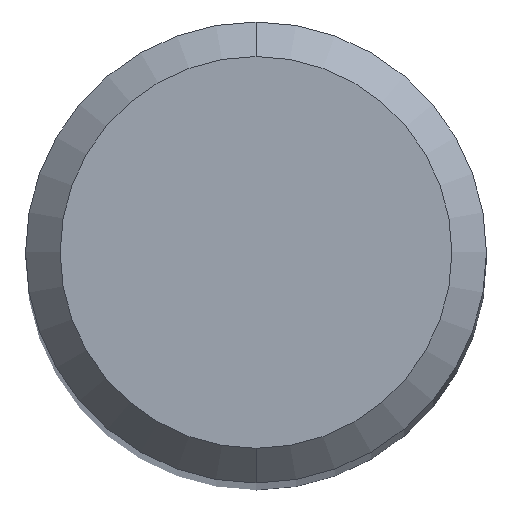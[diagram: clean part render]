
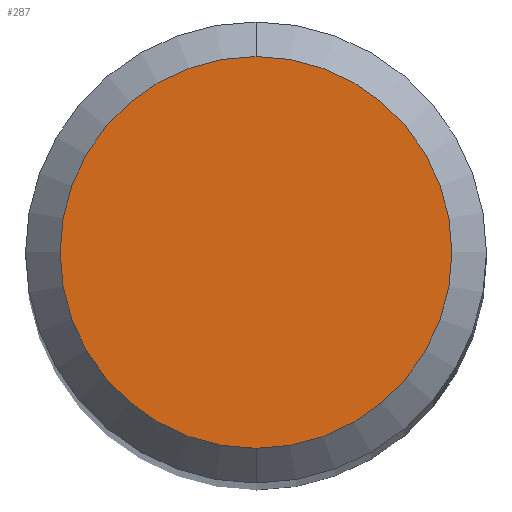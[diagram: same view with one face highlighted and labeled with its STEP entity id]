
A CAD part, top view. The second image highlights one B-rep face of the part: STEP entity #287.
In plain terms, the highlighted planar face has unit normal (0, 0, 1).
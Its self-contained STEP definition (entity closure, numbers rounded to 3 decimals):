
#221=VERTEX_POINT('',#583);
#283=VERTEX_POINT('',#652);
#287=ADVANCED_FACE('',(#656),#657,.T.);
#461=EDGE_CURVE('',#221,#283,#850,.T.);
#493=EDGE_CURVE('',#283,#221,#885,.T.);
#583=CARTESIAN_POINT('',(0.,-1.7,0.0));
#652=CARTESIAN_POINT('',(0.0,1.7,0.0));
#656=FACE_OUTER_BOUND('',#1112,.T.);
#657=PLANE('',#1113);
#850=CIRCLE('',#1479,1.7);
#885=CIRCLE('',#1552,1.7);
#1112=EDGE_LOOP('',(#1747,#1748));
#1113=AXIS2_PLACEMENT_3D('',#1749,#1750,#1751);
#1479=AXIS2_PLACEMENT_3D('',#1985,#1986,#1987);
#1552=AXIS2_PLACEMENT_3D('',#2027,#2028,#2029);
#1747=ORIENTED_EDGE('',*,*,#493,.F.);
#1748=ORIENTED_EDGE('',*,*,#461,.F.);
#1749=CARTESIAN_POINT('',(0.0,0.85,0.0));
#1750=DIRECTION('',(-0.0,0.0,1.0));
#1751=DIRECTION('',(0.0,-1.0,0.0));
#1985=CARTESIAN_POINT('',(0.0,0.0,0.0));
#1986=DIRECTION('',(0.0,0.0,-1.0));
#1987=DIRECTION('',(0.0,1.0,0.0));
#2027=CARTESIAN_POINT('',(0.0,0.0,0.0));
#2028=DIRECTION('',(0.0,0.0,-1.0));
#2029=DIRECTION('',(0.0,1.0,0.0));
